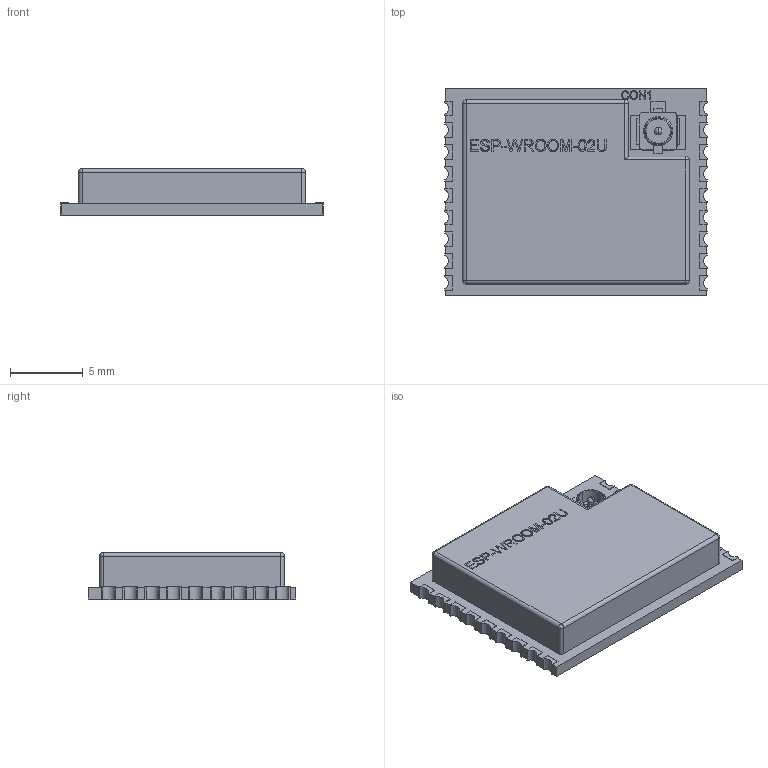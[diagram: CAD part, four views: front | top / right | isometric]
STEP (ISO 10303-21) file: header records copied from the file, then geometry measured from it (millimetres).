
FILE_DESCRIPTION(('FreeCAD Model'),'2;1');
FILE_NAME( 'ESP-WROOM-02U.step', '2019-01-12T02:43:27',('Author'),(''), 'Open CASCADE STEP processor 7.2','FreeCAD','Unknown');
FILE_SCHEMA(('AUTOMOTIVE_DESIGN { 1 0 10303 214 1 1 1 1 }'));
Length unit declared in the file: millimetre
Products named in the file (1): ESP-WROOM-02U
Bounding box: 18.07 x 14.3 x 3.23 mm (x, y, z)
Volume: 644.2 mm3; surface area: 727.2 mm2
Topology: 1 solids, 1 shells, 432 faces, 1368 edges, 950 vertices
Faces by surface type: plane 263, cylinder 80, extrusion 44, torus 23, sphere 16, cone 6
Entity records: 36664 total; most frequent: CARTESIAN_POINT 8674, DIRECTION 3970, VECTOR 2782, LINE 2738, ORIENTED_EDGE 2704, PCURVE 2704, DEFINITIONAL_REPRESENTATION 2704, EDGE_CURVE 1352
